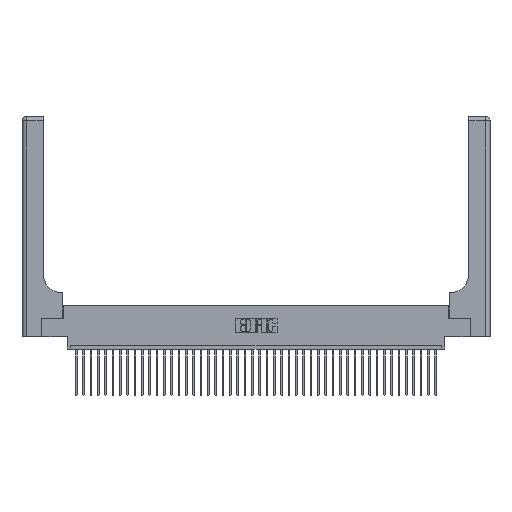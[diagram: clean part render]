
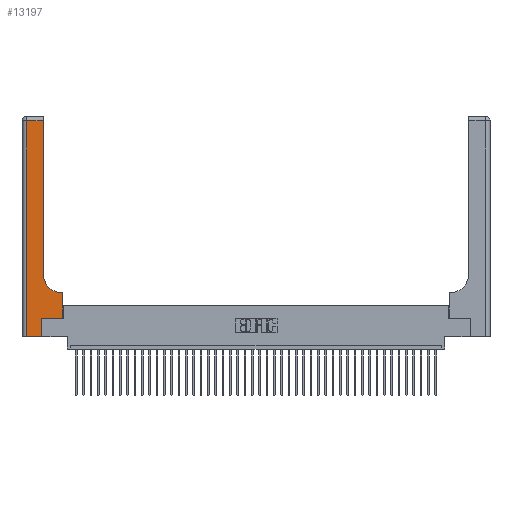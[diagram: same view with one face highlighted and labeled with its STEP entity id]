
A CAD part, top view. The second image highlights one B-rep face of the part: STEP entity #13197.
In plain terms, the highlighted planar face has unit normal (0, 0, 1).
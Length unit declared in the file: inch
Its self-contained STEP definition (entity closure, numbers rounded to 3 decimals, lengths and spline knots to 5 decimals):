
#1042 = LINE ( 'NONE', #18335, #30948 ) ;
#1238 = LINE ( 'NONE', #24221, #36697 ) ;
#2157 = DIRECTION ( 'NONE',  ( 1., 0., 0. ) ) ;
#3141 = ORIENTED_EDGE ( 'NONE', *, *, #12893, .T. ) ;
#3819 = CARTESIAN_POINT ( 'NONE',  ( 0.2915, 0.6, 0.37 ) ) ;
#3879 = VECTOR ( 'NONE', #26909, 39.37008 ) ;
#4174 = VERTEX_POINT ( 'NONE', #38025 ) ;
#5712 = DIRECTION ( 'NONE',  ( 0., 0., -1. ) ) ;
#6343 = VERTEX_POINT ( 'NONE', #24972 ) ;
#6917 = FACE_OUTER_BOUND ( 'NONE', #7508, .T. ) ;
#7508 = EDGE_LOOP ( 'NONE', ( #19559, #8979, #38193, #38159, #11689, #39632, #9810, #3141, #15126 ) ) ;
#7645 = DIRECTION ( 'NONE',  ( 0., 1., 0. ) ) ;
#7676 = CARTESIAN_POINT ( 'NONE',  ( 0.2915, 3., 0.37 ) ) ;
#8207 = EDGE_CURVE ( 'NONE', #13597, #31906, #1238, .T. ) ;
#8404 = DIRECTION ( 'NONE',  ( 0., 1., 0. ) ) ;
#8979 = ORIENTED_EDGE ( 'NONE', *, *, #19624, .T. ) ;
#9193 = CARTESIAN_POINT ( 'NONE',  ( 0.06, 2.94, 0.37 ) ) ;
#9810 = ORIENTED_EDGE ( 'NONE', *, *, #17723, .T. ) ;
#10478 = CARTESIAN_POINT ( 'NONE',  ( 0.269, 0., 0.37 ) ) ;
#11316 = DIRECTION ( 'NONE',  ( 0., 0., -1. ) ) ;
#11689 = ORIENTED_EDGE ( 'NONE', *, *, #8207, .T. ) ;
#12570 = LINE ( 'NONE', #7676, #3879 ) ;
#12854 = CARTESIAN_POINT ( 'NONE',  ( 0.5415, 0.85, 0.37 ) ) ;
#12893 = EDGE_CURVE ( 'NONE', #36409, #15159, #18693, .T. ) ;
#13028 = CARTESIAN_POINT ( 'NONE',  ( 0.2915, 0.85, 0.37 ) ) ;
#13197 = ADVANCED_FACE ( 'NONE', ( #6917 ), #31556, .F. ) ;
#13375 = EDGE_CURVE ( 'NONE', #26788, #6343, #12570, .T. ) ;
#13597 = VERTEX_POINT ( 'NONE', #10478 ) ;
#14546 = CARTESIAN_POINT ( 'NONE',  ( 0.06, 3., 0.37 ) ) ;
#15126 = ORIENTED_EDGE ( 'NONE', *, *, #28706, .T. ) ;
#15159 = VERTEX_POINT ( 'NONE', #15447 ) ;
#15447 = CARTESIAN_POINT ( 'NONE',  ( 0.5415, 0.6, 0.37 ) ) ;
#17434 = AXIS2_PLACEMENT_3D ( 'NONE', #38353, #5712, #21997 ) ;
#17483 = CARTESIAN_POINT ( 'NONE',  ( 0.5585, 0.6, 0.37 ) ) ;
#17723 = EDGE_CURVE ( 'NONE', #38971, #36409, #33288, .T. ) ;
#18002 = VECTOR ( 'NONE', #33329, 39.37008 ) ;
#18335 = CARTESIAN_POINT ( 'NONE',  ( 0., 0., 0.37 ) ) ;
#18341 = LINE ( 'NONE', #14546, #34994 ) ;
#18693 = LINE ( 'NONE', #3819, #23647 ) ;
#19089 = LINE ( 'NONE', #25859, #37795 ) ;
#19349 = CARTESIAN_POINT ( 'NONE',  ( 0.269, 0.25, 0.37 ) ) ;
#19559 = ORIENTED_EDGE ( 'NONE', *, *, #13375, .T. ) ;
#19624 = EDGE_CURVE ( 'NONE', #6343, #39306, #19089, .T. ) ;
#20830 = CARTESIAN_POINT ( 'NONE',  ( 0.5585, 0.25, 0.37 ) ) ;
#21997 = DIRECTION ( 'NONE',  ( -1., 0., 0. ) ) ;
#23236 = DIRECTION ( 'NONE',  ( 1., 0., 0. ) ) ;
#23647 = VECTOR ( 'NONE', #37478, 39.37008 ) ;
#24221 = CARTESIAN_POINT ( 'NONE',  ( 0.269, 0., 0.37 ) ) ;
#24287 = AXIS2_PLACEMENT_3D ( 'NONE', #12854, #11316, #23236 ) ;
#24972 = CARTESIAN_POINT ( 'NONE',  ( 0.2915, 2.94, 0.37 ) ) ;
#25859 = CARTESIAN_POINT ( 'NONE',  ( 0., 2.94, 0.37 ) ) ;
#26255 = VECTOR ( 'NONE', #7645, 39.37008 ) ;
#26788 = VERTEX_POINT ( 'NONE', #13028 ) ;
#26909 = DIRECTION ( 'NONE',  ( 0., 1., 0. ) ) ;
#28308 = EDGE_CURVE ( 'NONE', #39306, #4174, #18341, .T. ) ;
#28571 = DIRECTION ( 'NONE',  ( -1., 0., 0. ) ) ;
#28706 = EDGE_CURVE ( 'NONE', #15159, #26788, #38951, .T. ) ;
#29999 = EDGE_CURVE ( 'NONE', #31906, #38971, #33097, .T. ) ;
#30318 = DIRECTION ( 'NONE',  ( 0., -1., 0. ) ) ;
#30948 = VECTOR ( 'NONE', #2157, 39.37008 ) ;
#31556 = PLANE ( 'NONE',  #17434 ) ;
#31906 = VERTEX_POINT ( 'NONE', #19349 ) ;
#33097 = LINE ( 'NONE', #39565, #18002 ) ;
#33288 = LINE ( 'NONE', #39557, #26255 ) ;
#33329 = DIRECTION ( 'NONE',  ( 1., 0., 0. ) ) ;
#34994 = VECTOR ( 'NONE', #30318, 39.37008 ) ;
#36409 = VERTEX_POINT ( 'NONE', #17483 ) ;
#36697 = VECTOR ( 'NONE', #8404, 39.37008 ) ;
#37478 = DIRECTION ( 'NONE',  ( -1., 0., 0. ) ) ;
#37795 = VECTOR ( 'NONE', #28571, 39.37008 ) ;
#38025 = CARTESIAN_POINT ( 'NONE',  ( 0.06, 0., 0.37 ) ) ;
#38159 = ORIENTED_EDGE ( 'NONE', *, *, #39960, .T. ) ;
#38193 = ORIENTED_EDGE ( 'NONE', *, *, #28308, .T. ) ;
#38353 = CARTESIAN_POINT ( 'NONE',  ( 0., 3., 0.37 ) ) ;
#38951 = CIRCLE ( 'NONE', #24287, 0.25 ) ;
#38971 = VERTEX_POINT ( 'NONE', #20830 ) ;
#39306 = VERTEX_POINT ( 'NONE', #9193 ) ;
#39557 = CARTESIAN_POINT ( 'NONE',  ( 0.5585, 0.25, 0.37 ) ) ;
#39565 = CARTESIAN_POINT ( 'NONE',  ( 0.269, 0.25, 0.37 ) ) ;
#39632 = ORIENTED_EDGE ( 'NONE', *, *, #29999, .T. ) ;
#39960 = EDGE_CURVE ( 'NONE', #4174, #13597, #1042, .T. ) ;
